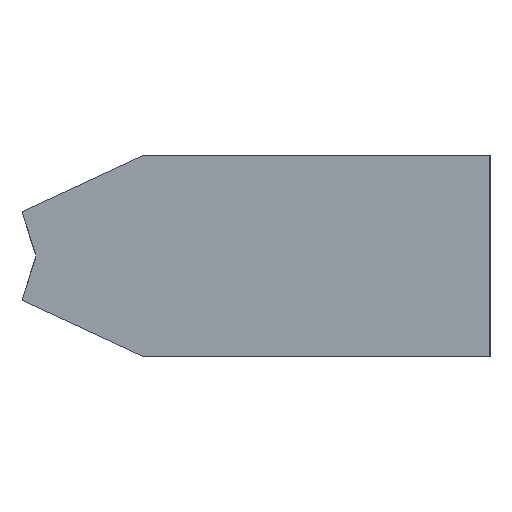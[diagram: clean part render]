
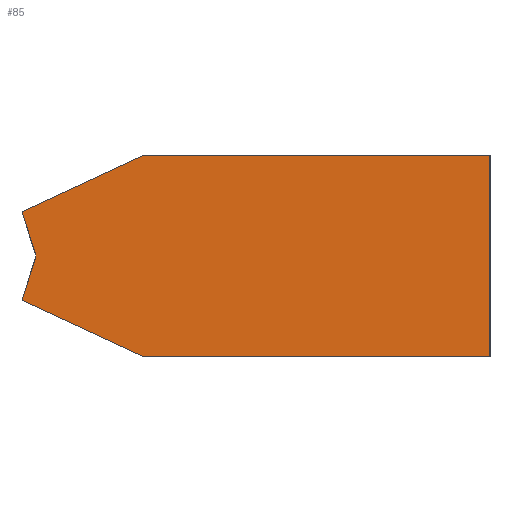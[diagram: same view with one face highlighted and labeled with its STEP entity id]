
A CAD part, left-side view. The second image highlights one B-rep face of the part: STEP entity #85.
In plain terms, the highlighted planar face has unit normal (-1, 0, 0).
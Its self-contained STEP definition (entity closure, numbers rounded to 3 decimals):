
#85 = ADVANCED_FACE( '', ( #215 ), #216, .F. );
#215 = FACE_OUTER_BOUND( '', #437, .T. );
#216 = PLANE( '', #438 );
#437 = EDGE_LOOP( '', ( #667, #668, #669, #670, #671, #672, #673 ) );
#438 = AXIS2_PLACEMENT_3D( '', #674, #675, #676 );
#667 = ORIENTED_EDGE( '', *, *, #1053, .F. );
#668 = ORIENTED_EDGE( '', *, *, #1054, .F. );
#669 = ORIENTED_EDGE( '', *, *, #1055, .F. );
#670 = ORIENTED_EDGE( '', *, *, #1056, .F. );
#671 = ORIENTED_EDGE( '', *, *, #1057, .F. );
#672 = ORIENTED_EDGE( '', *, *, #1058, .F. );
#673 = ORIENTED_EDGE( '', *, *, #1059, .F. );
#674 = CARTESIAN_POINT( '', ( 0., 0., 0. ) );
#675 = DIRECTION( '', ( 1., 0., 0. ) );
#676 = DIRECTION( '', ( 0., 0., -1. ) );
#1053 = EDGE_CURVE( '', #1212, #1213, #1214, .T. );
#1054 = EDGE_CURVE( '', #1215, #1212, #1216, .T. );
#1055 = EDGE_CURVE( '', #1217, #1215, #1218, .T. );
#1056 = EDGE_CURVE( '', #1219, #1217, #1220, .T. );
#1057 = EDGE_CURVE( '', #1221, #1219, #1222, .T. );
#1058 = EDGE_CURVE( '', #1223, #1221, #1224, .T. );
#1059 = EDGE_CURVE( '', #1213, #1223, #1225, .T. );
#1212 = VERTEX_POINT( '', #1439 );
#1213 = VERTEX_POINT( '', #1440 );
#1214 = LINE( '', #1441, #1442 );
#1215 = VERTEX_POINT( '', #1443 );
#1216 = LINE( '', #1444, #1445 );
#1217 = VERTEX_POINT( '', #1446 );
#1218 = LINE( '', #1447, #1448 );
#1219 = VERTEX_POINT( '', #1449 );
#1220 = LINE( '', #1450, #1451 );
#1221 = VERTEX_POINT( '', #1452 );
#1222 = LINE( '', #1453, #1454 );
#1223 = VERTEX_POINT( '', #1455 );
#1224 = LINE( '', #1456, #1457 );
#1225 = LINE( '', #1458, #1459 );
#1439 = CARTESIAN_POINT( '', ( 0., 43.033, 12.5 ) );
#1440 = CARTESIAN_POINT( '', ( 0., 0., 12.5 ) );
#1441 = CARTESIAN_POINT( '', ( 0., 43.033, 12.5 ) );
#1442 = VECTOR( '', #1679, 1000. );
#1443 = CARTESIAN_POINT( '', ( 0., 58.045, 5.5 ) );
#1444 = CARTESIAN_POINT( '', ( 0., 58.045, 5.5 ) );
#1445 = VECTOR( '', #1680, 1000. );
#1446 = CARTESIAN_POINT( '', ( 0., 56.311, 0. ) );
#1447 = CARTESIAN_POINT( '', ( 0., 56.311, 0. ) );
#1448 = VECTOR( '', #1681, 1000. );
#1449 = CARTESIAN_POINT( '', ( 0., 58.045, -5.5 ) );
#1450 = CARTESIAN_POINT( '', ( 0., 58.045, -5.5 ) );
#1451 = VECTOR( '', #1682, 1000. );
#1452 = CARTESIAN_POINT( '', ( 0., 43.033, -12.5 ) );
#1453 = CARTESIAN_POINT( '', ( 0., 43.033, -12.5 ) );
#1454 = VECTOR( '', #1683, 1000. );
#1455 = CARTESIAN_POINT( '', ( 0., 0., -12.5 ) );
#1456 = CARTESIAN_POINT( '', ( 0., 0., -12.5 ) );
#1457 = VECTOR( '', #1684, 1000. );
#1458 = CARTESIAN_POINT( '', ( 0., 0., 12.5 ) );
#1459 = VECTOR( '', #1685, 1000. );
#1679 = DIRECTION( '', ( 0., -1., 0. ) );
#1680 = DIRECTION( '', ( 0., -0.906, 0.423 ) );
#1681 = DIRECTION( '', ( 0., 0.301, 0.954 ) );
#1682 = DIRECTION( '', ( 0., -0.301, 0.954 ) );
#1683 = DIRECTION( '', ( 0., 0.906, 0.423 ) );
#1684 = DIRECTION( '', ( 0., 1., 0. ) );
#1685 = DIRECTION( '', ( 0., 0., -1. ) );
